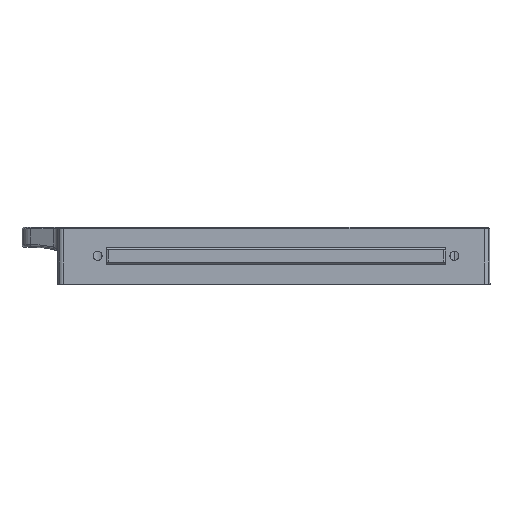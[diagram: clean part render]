
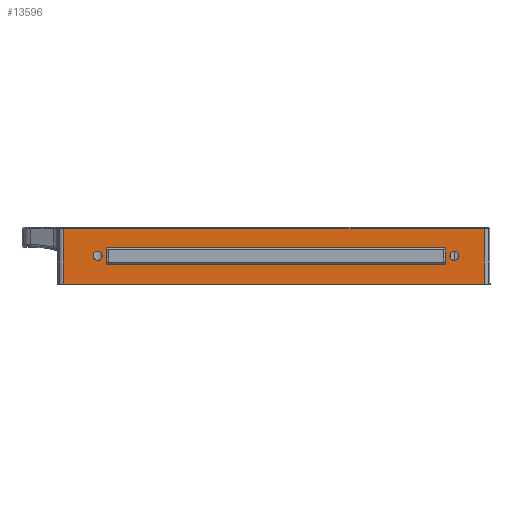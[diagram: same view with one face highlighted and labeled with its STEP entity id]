
A CAD part, top view. The second image highlights one B-rep face of the part: STEP entity #13596.
In plain terms, the highlighted planar face has unit normal (0, 0, 1).
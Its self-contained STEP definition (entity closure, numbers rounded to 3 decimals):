
#236 = VECTOR ( 'NONE', #18207, 1000. ) ;
#706 = VECTOR ( 'NONE', #18203, 1000. ) ;
#728 = ORIENTED_EDGE ( 'NONE', *, *, #18341, .T. ) ;
#820 = CARTESIAN_POINT ( 'NONE',  ( -90.674, 19.572, 118.684 ) ) ;
#1468 = AXIS2_PLACEMENT_3D ( 'NONE', #13378, #23333, #19162 ) ;
#2314 = CARTESIAN_POINT ( 'NONE',  ( 43.226, 9.572, 118.684 ) ) ;
#2464 = CARTESIAN_POINT ( 'NONE',  ( 32.726, 19.572, 118.684 ) ) ;
#2507 = ORIENTED_EDGE ( 'NONE', *, *, #6964, .T. ) ;
#2943 = AXIS2_PLACEMENT_3D ( 'NONE', #2464, #6369, #21514 ) ;
#2981 = CARTESIAN_POINT ( 'NONE',  ( -92.274, 19.572, 118.684 ) ) ;
#3320 = EDGE_CURVE ( 'NONE', #21831, #14284, #21727, .T. ) ;
#3367 = CARTESIAN_POINT ( 'NONE',  ( 32.726, 19.572, 118.684 ) ) ;
#3441 = EDGE_LOOP ( 'NONE', ( #15513, #6871 ) ) ;
#3505 = VECTOR ( 'NONE', #11222, 1000. ) ;
#4247 = EDGE_CURVE ( 'NONE', #12426, #21452, #19080, .T. ) ;
#4362 = CARTESIAN_POINT ( 'NONE',  ( -89.274, 16.072, 118.684 ) ) ;
#4648 = ORIENTED_EDGE ( 'NONE', *, *, #13486, .F. ) ;
#5397 = CARTESIAN_POINT ( 'NONE',  ( -89.274, 16.572, 118.684 ) ) ;
#6245 = LINE ( 'NONE', #4362, #19847 ) ;
#6368 = DIRECTION ( 'NONE',  ( 0., 1., 0. ) ) ;
#6369 = DIRECTION ( 'NONE',  ( 0., 0., -1. ) ) ;
#6664 = CARTESIAN_POINT ( 'NONE',  ( -104.274, 9.572, 118.684 ) ) ;
#6802 = VERTEX_POINT ( 'NONE', #17004 ) ;
#6808 = VERTEX_POINT ( 'NONE', #24945 ) ;
#6871 = ORIENTED_EDGE ( 'NONE', *, *, #15393, .T. ) ;
#6925 = LINE ( 'NONE', #14619, #3505 ) ;
#6964 = EDGE_CURVE ( 'NONE', #12426, #14284, #10518, .T. ) ;
#7635 = ORIENTED_EDGE ( 'NONE', *, *, #23948, .T. ) ;
#7794 = DIRECTION ( 'NONE',  ( 0., 0., -1. ) ) ;
#7796 = CIRCLE ( 'NONE', #2943, 1.6 ) ;
#7949 = EDGE_LOOP ( 'NONE', ( #2507, #8652, #4648, #11536 ) ) ;
#8525 = EDGE_LOOP ( 'NONE', ( #15855, #19098 ) ) ;
#8615 = CARTESIAN_POINT ( 'NONE',  ( -74.299, 9.572, 118.684 ) ) ;
#8652 = ORIENTED_EDGE ( 'NONE', *, *, #3320, .F. ) ;
#8782 = CIRCLE ( 'NONE', #24903, 1.6 ) ;
#9144 = DIRECTION ( 'NONE',  ( -1., 0., 0. ) ) ;
#9318 = VERTEX_POINT ( 'NONE', #12823 ) ;
#9494 = DIRECTION ( 'NONE',  ( 0., 1., 0. ) ) ;
#9689 = CARTESIAN_POINT ( 'NONE',  ( -92.274, 19.572, 118.684 ) ) ;
#9836 = CIRCLE ( 'NONE', #19884, 1.6 ) ;
#9859 = CARTESIAN_POINT ( 'NONE',  ( -104.274, 29.172, 118.684 ) ) ;
#10177 = VECTOR ( 'NONE', #18598, 1000. ) ;
#10480 = AXIS2_PLACEMENT_3D ( 'NONE', #3367, #11045, #9144 ) ;
#10518 = LINE ( 'NONE', #8615, #236 ) ;
#10597 = CARTESIAN_POINT ( 'NONE',  ( 34.326, 19.572, 118.684 ) ) ;
#10654 = LINE ( 'NONE', #18478, #10177 ) ;
#10804 = VECTOR ( 'NONE', #9494, 1000. ) ;
#11045 = DIRECTION ( 'NONE',  ( 0., 0., -1. ) ) ;
#11222 = DIRECTION ( 'NONE',  ( 1., 0., 0. ) ) ;
#11476 = FACE_OUTER_BOUND ( 'NONE', #7949, .T. ) ;
#11536 = ORIENTED_EDGE ( 'NONE', *, *, #4247, .F. ) ;
#11944 = DIRECTION ( 'NONE',  ( -1., 0., 0. ) ) ;
#12365 = VERTEX_POINT ( 'NONE', #15870 ) ;
#12372 = CARTESIAN_POINT ( 'NONE',  ( 31.126, 19.572, 118.684 ) ) ;
#12426 = VERTEX_POINT ( 'NONE', #6664 ) ;
#12530 = LINE ( 'NONE', #21981, #706 ) ;
#12559 = VERTEX_POINT ( 'NONE', #820 ) ;
#12646 = ORIENTED_EDGE ( 'NONE', *, *, #16020, .T. ) ;
#12823 = CARTESIAN_POINT ( 'NONE',  ( 29.726, 16.572, 118.684 ) ) ;
#13378 = CARTESIAN_POINT ( 'NONE',  ( -56.474, 9.572, 118.684 ) ) ;
#13486 = EDGE_CURVE ( 'NONE', #21452, #21831, #6925, .T. ) ;
#13596 = ADVANCED_FACE ( 'NONE', ( #20938, #19293, #15630, #11476 ), #21324, .T. ) ;
#13714 = CARTESIAN_POINT ( 'NONE',  ( -72.874, 16.572, 118.684 ) ) ;
#14284 = VERTEX_POINT ( 'NONE', #18560 ) ;
#14434 = CARTESIAN_POINT ( 'NONE',  ( 43.226, 29.172, 118.684 ) ) ;
#14619 = CARTESIAN_POINT ( 'NONE',  ( -25.874, 29.172, 118.684 ) ) ;
#14911 = VERTEX_POINT ( 'NONE', #5397 ) ;
#15094 = EDGE_LOOP ( 'NONE', ( #15183, #728, #12646, #7635 ) ) ;
#15183 = ORIENTED_EDGE ( 'NONE', *, *, #24699, .T. ) ;
#15393 = EDGE_CURVE ( 'NONE', #12559, #6808, #8782, .T. ) ;
#15430 = CARTESIAN_POINT ( 'NONE',  ( -104.274, 19.572, 118.684 ) ) ;
#15513 = ORIENTED_EDGE ( 'NONE', *, *, #16995, .T. ) ;
#15630 = FACE_BOUND ( 'NONE', #15094, .T. ) ;
#15855 = ORIENTED_EDGE ( 'NONE', *, *, #24154, .T. ) ;
#15870 = CARTESIAN_POINT ( 'NONE',  ( 29.726, 22.572, 118.684 ) ) ;
#16020 = EDGE_CURVE ( 'NONE', #6802, #12365, #12530, .T. ) ;
#16122 = VECTOR ( 'NONE', #23242, 1000. ) ;
#16995 = EDGE_CURVE ( 'NONE', #6808, #12559, #9836, .T. ) ;
#17004 = CARTESIAN_POINT ( 'NONE',  ( -89.274, 22.572, 118.684 ) ) ;
#17378 = VERTEX_POINT ( 'NONE', #10597 ) ;
#18203 = DIRECTION ( 'NONE',  ( 1., 0., 0. ) ) ;
#18207 = DIRECTION ( 'NONE',  ( 1., 0., 0. ) ) ;
#18332 = DIRECTION ( 'NONE',  ( 0., 0., -1. ) ) ;
#18341 = EDGE_CURVE ( 'NONE', #14911, #6802, #6245, .T. ) ;
#18478 = CARTESIAN_POINT ( 'NONE',  ( 29.726, 13.072, 118.684 ) ) ;
#18560 = CARTESIAN_POINT ( 'NONE',  ( 43.226, 9.572, 118.684 ) ) ;
#18598 = DIRECTION ( 'NONE',  ( 0., -1., 0. ) ) ;
#18993 = LINE ( 'NONE', #13714, #21893 ) ;
#19080 = LINE ( 'NONE', #15430, #10804 ) ;
#19098 = ORIENTED_EDGE ( 'NONE', *, *, #20556, .T. ) ;
#19162 = DIRECTION ( 'NONE',  ( 1., 0., 0. ) ) ;
#19240 = DIRECTION ( 'NONE',  ( -1., 0., 0. ) ) ;
#19293 = FACE_BOUND ( 'NONE', #8525, .T. ) ;
#19847 = VECTOR ( 'NONE', #6368, 1000. ) ;
#19884 = AXIS2_PLACEMENT_3D ( 'NONE', #9689, #7794, #11944 ) ;
#20556 = EDGE_CURVE ( 'NONE', #17378, #22346, #22554, .T. ) ;
#20938 = FACE_BOUND ( 'NONE', #3441, .T. ) ;
#21324 = PLANE ( 'NONE',  #1468 ) ;
#21452 = VERTEX_POINT ( 'NONE', #9859 ) ;
#21514 = DIRECTION ( 'NONE',  ( -1., 0., 0. ) ) ;
#21727 = LINE ( 'NONE', #2314, #16122 ) ;
#21831 = VERTEX_POINT ( 'NONE', #14434 ) ;
#21893 = VECTOR ( 'NONE', #19240, 1000. ) ;
#21981 = CARTESIAN_POINT ( 'NONE',  ( -38.374, 22.572, 118.684 ) ) ;
#22262 = DIRECTION ( 'NONE',  ( -1., 0., 0. ) ) ;
#22346 = VERTEX_POINT ( 'NONE', #12372 ) ;
#22554 = CIRCLE ( 'NONE', #10480, 1.6 ) ;
#23242 = DIRECTION ( 'NONE',  ( 0., -1., 0. ) ) ;
#23333 = DIRECTION ( 'NONE',  ( 0., 0., 1. ) ) ;
#23948 = EDGE_CURVE ( 'NONE', #12365, #9318, #10654, .T. ) ;
#24154 = EDGE_CURVE ( 'NONE', #22346, #17378, #7796, .T. ) ;
#24699 = EDGE_CURVE ( 'NONE', #9318, #14911, #18993, .T. ) ;
#24903 = AXIS2_PLACEMENT_3D ( 'NONE', #2981, #18332, #22262 ) ;
#24945 = CARTESIAN_POINT ( 'NONE',  ( -93.874, 19.572, 118.684 ) ) ;
